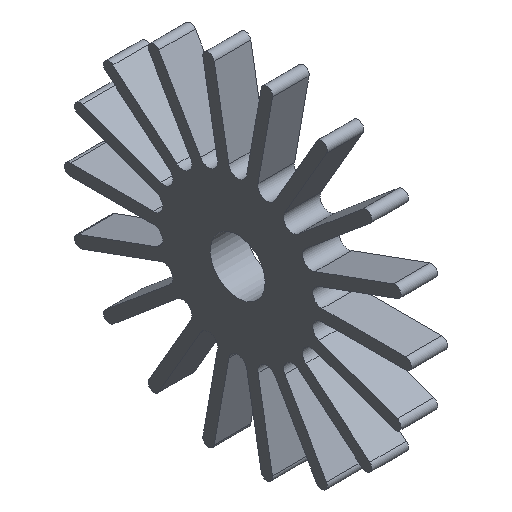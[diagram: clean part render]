
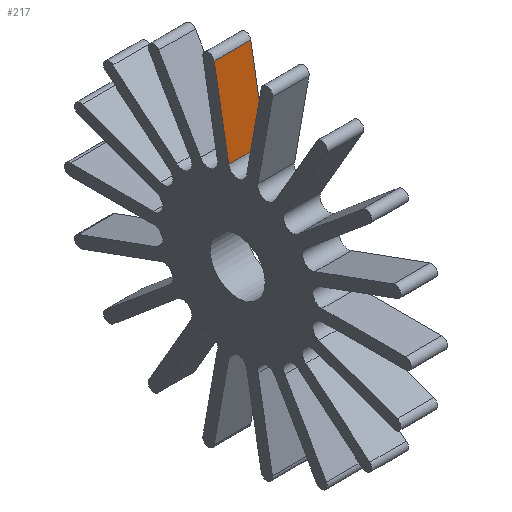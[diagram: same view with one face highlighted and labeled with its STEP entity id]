
A CAD part, isometric view. The second image highlights one B-rep face of the part: STEP entity #217.
In plain terms, the highlighted planar face has unit normal (0, -0.985, 0.174).
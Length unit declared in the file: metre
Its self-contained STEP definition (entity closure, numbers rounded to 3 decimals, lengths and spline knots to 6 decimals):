
#217 = ADVANCED_FACE( '', ( #445 ), #446, .F. );
#445 = FACE_OUTER_BOUND( '', #680, .T. );
#446 = PLANE( '', #681 );
#680 = EDGE_LOOP( '', ( #1269, #1270, #1271, #1272 ) );
#681 = AXIS2_PLACEMENT_3D( '', #1273, #1274, #1275 );
#1269 = ORIENTED_EDGE( '', *, *, #1543, .T. );
#1270 = ORIENTED_EDGE( '', *, *, #1675, .T. );
#1271 = ORIENTED_EDGE( '', *, *, #1726, .T. );
#1272 = ORIENTED_EDGE( '', *, *, #1631, .F. );
#1273 = CARTESIAN_POINT( '', ( 0.025, 0.00435, 0.031866 ) );
#1274 = DIRECTION( '', ( 0., 0.985, -0.174 ) );
#1275 = DIRECTION( '', ( 0., 0.174, 0.985 ) );
#1543 = EDGE_CURVE( '', #1896, #1894, #1897, .T. );
#1631 = EDGE_CURVE( '', #1896, #2038, #2039, .T. );
#1675 = EDGE_CURVE( '', #1894, #2096, #2098, .T. );
#1726 = EDGE_CURVE( '', #2096, #2038, #2163, .T. );
#1894 = VERTEX_POINT( '', #2382 );
#1896 = VERTEX_POINT( '', #2384 );
#1897 = LINE( '', #2385, #2386 );
#2038 = VERTEX_POINT( '', #2570 );
#2039 = LINE( '', #2571, #2572 );
#2096 = VERTEX_POINT( '', #2648 );
#2098 = LINE( '', #2650, #2651 );
#2163 = LINE( '', #2738, #2739 );
#2382 = CARTESIAN_POINT( '', ( 0.008, 0.005142, 0.03636 ) );
#2384 = CARTESIAN_POINT( '', ( 0.008, 0.00197, 0.018369 ) );
#2385 = CARTESIAN_POINT( '', ( 0.008, 0.000973, 0.012719 ) );
#2386 = VECTOR( '', #2868, 1. );
#2570 = CARTESIAN_POINT( '', ( 0., 0.00197, 0.018369 ) );
#2571 = CARTESIAN_POINT( '', ( 0.025, 0.00197, 0.018369 ) );
#2572 = VECTOR( '', #3011, 1. );
#2648 = CARTESIAN_POINT( '', ( 0., 0.005142, 0.03636 ) );
#2650 = CARTESIAN_POINT( '', ( 0.025, 0.005142, 0.03636 ) );
#2651 = VECTOR( '', #3061, 1. );
#2738 = CARTESIAN_POINT( '', ( 0., 0.00435, 0.031866 ) );
#2739 = VECTOR( '', #3111, 1. );
#2868 = DIRECTION( '', ( 0., 0.174, 0.985 ) );
#3011 = DIRECTION( '', ( -1., 0., 0. ) );
#3061 = DIRECTION( '', ( -1., 0., 0. ) );
#3111 = DIRECTION( '', ( 0., -0.174, -0.985 ) );
